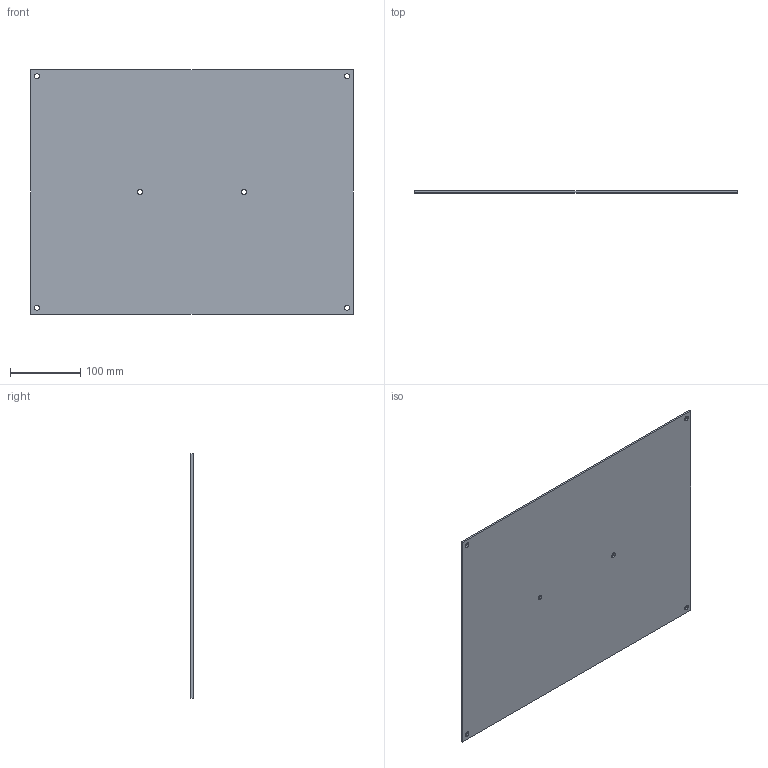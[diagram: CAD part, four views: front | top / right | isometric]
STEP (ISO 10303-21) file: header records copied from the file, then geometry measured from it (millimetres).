
FILE_DESCRIPTION((''),'2;1');
FILE_NAME('001102600_EPC_30-25-14_ASM','2024-01-10T07:35:43',('klemen.sitar'),('Audax d.o.o.'),'CREO PARAMETRIC BY PTC INC, 2021304','CREO PARAMETRIC BY PTC INC, 2021304','');
FILE_SCHEMA(('AP242_MANAGED_MODEL_BASED_3D_ENGINEERING_MIM_LF { 1 0 10303 442 1 1 4 }'));
Length unit declared in the file: millimetre
Products named in the file (2): PRT0006; 001102600_EPC_30-25-14_ASM
Assembly tree (1 placements, depth 2):
  001102600_EPC_30-25-14_ASM
    PRT0006
Bounding box: 460 x 3 x 348 mm (x, y, z)
Volume: 479486.6 mm3; surface area: 324918.6 mm2
Topology: 1 solids, 1 shells, 18 faces, 48 edges, 32 vertices
Faces by surface type: cylinder 12, plane 6
Entity records: 1108 total; most frequent: COLOUR_RGB 122, DIRECTION 114, CARTESIAN_POINT 105, ORIENTED_EDGE 96, PRESENTATION_STYLE_ASSIGNMENT 67, STYLED_ITEM 67, CURVE_STYLE 48, EDGE_CURVE 48
